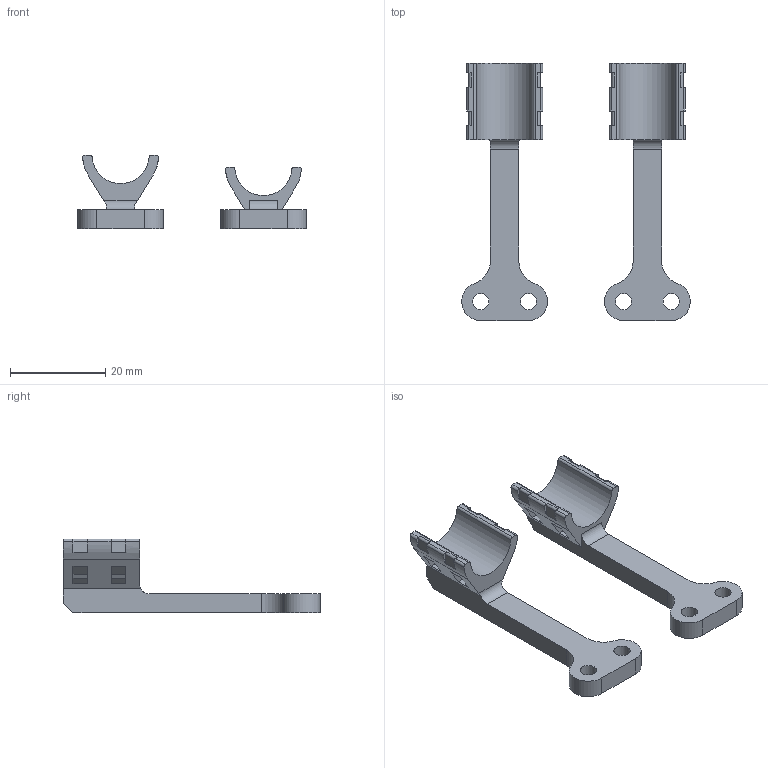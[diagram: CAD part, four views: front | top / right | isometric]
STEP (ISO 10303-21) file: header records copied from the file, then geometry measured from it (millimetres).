
FILE_DESCRIPTION(/* description */ (''),/* implementation_level */ '2;1');
FILE_NAME(/* name */ 'Bowden Tube Holders.stp',/* time_stamp */ '2015-10-18T17:46:15+01:00',/* author */ (''),/* organization */ (''),/* preprocessor_version */ 'ST-DEVELOPER v15.2',/* originating_system */ 'Autodesk Translator Framework v2.0.0.5431',/* authorisation */ '');
FILE_SCHEMA (('AUTOMOTIVE_DESIGN { 1 0 10303 214 3 1 1 }'));
Length unit declared in the file: centimetre
Products named in the file (1): Bowden Tube Holders
Bounding box: 47.98 x 54 x 15.5 mm (x, y, z)
Volume: 5032.6 mm3; surface area: 4611.3 mm2
Topology: 2 solids, 2 shells, 116 faces, 336 edges, 224 vertices
Faces by surface type: plane 72, cylinder 44
Full cylindrical faces by diameter (mm): 3.4 x4
Entity records: 3867 total; most frequent: CARTESIAN_POINT 673, DIRECTION 672, ORIENTED_EDGE 664, EDGE_CURVE 332, LINE 226, VECTOR 226, VERTEX_POINT 224, AXIS2_PLACEMENT_3D 223
